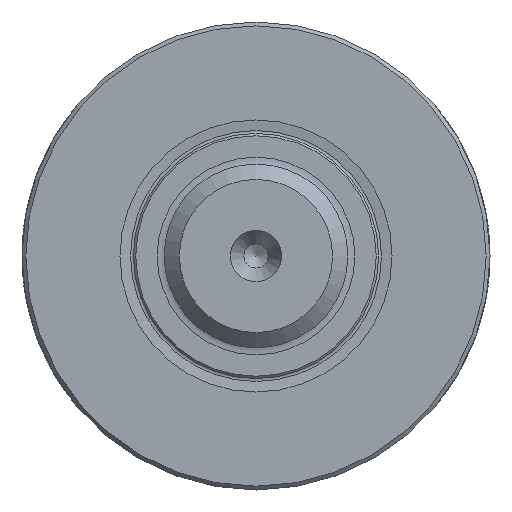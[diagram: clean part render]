
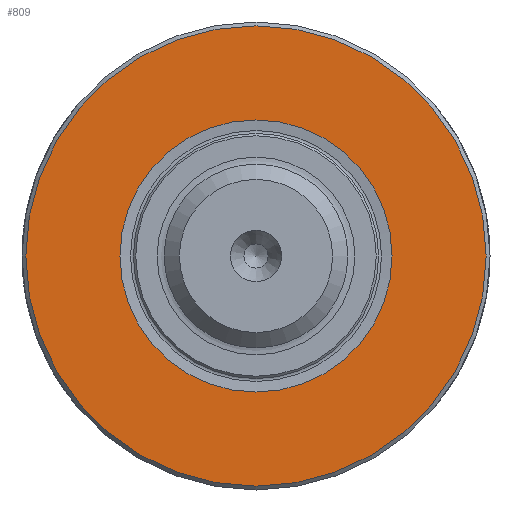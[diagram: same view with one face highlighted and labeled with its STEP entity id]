
A CAD part, left-side view. The second image highlights one B-rep face of the part: STEP entity #809.
In plain terms, the highlighted planar face has unit normal (-1, 0, 0).
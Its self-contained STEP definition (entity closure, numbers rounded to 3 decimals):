
#1 = AXIS2_PLACEMENT_3D ( 'NONE', #862, #403, #700 ) ;
#28 = PLANE ( 'NONE',  #164 ) ;
#120 = DIRECTION ( 'NONE',  ( 1., 0., 0. ) ) ;
#155 = DIRECTION ( 'NONE',  ( -1., 0., 0. ) ) ;
#164 = AXIS2_PLACEMENT_3D ( 'NONE', #416, #155, #691 ) ;
#166 = CARTESIAN_POINT ( 'NONE',  ( -65., 0., -17.765 ) ) ;
#183 = VERTEX_POINT ( 'NONE', #166 ) ;
#192 = ORIENTED_EDGE ( 'NONE', *, *, #674, .T. ) ;
#218 = AXIS2_PLACEMENT_3D ( 'NONE', #344, #120, #712 ) ;
#238 = ORIENTED_EDGE ( 'NONE', *, *, #698, .T. ) ;
#311 = CARTESIAN_POINT ( 'NONE',  ( -65., 0., 30.05 ) ) ;
#344 = CARTESIAN_POINT ( 'NONE',  ( -65., 0., 0. ) ) ;
#403 = DIRECTION ( 'NONE',  ( -1., 0., 0. ) ) ;
#416 = CARTESIAN_POINT ( 'NONE',  ( -65., 30.55, 0. ) ) ;
#429 = CIRCLE ( 'NONE', #1, 30.05 ) ;
#439 = FACE_BOUND ( 'NONE', #596, .T. ) ;
#575 = EDGE_LOOP ( 'NONE', ( #192 ) ) ;
#596 = EDGE_LOOP ( 'NONE', ( #238 ) ) ;
#637 = VERTEX_POINT ( 'NONE', #311 ) ;
#674 = EDGE_CURVE ( 'NONE', #637, #637, #429, .T. ) ;
#691 = DIRECTION ( 'NONE',  ( 0., 0., 1. ) ) ;
#698 = EDGE_CURVE ( 'NONE', #183, #183, #922, .T. ) ;
#700 = DIRECTION ( 'NONE',  ( 0., 0., 1. ) ) ;
#712 = DIRECTION ( 'NONE',  ( 0., 0., -1. ) ) ;
#809 = ADVANCED_FACE ( 'NONE', ( #910, #439 ), #28, .T. ) ;
#862 = CARTESIAN_POINT ( 'NONE',  ( -65., 0., 0. ) ) ;
#910 = FACE_OUTER_BOUND ( 'NONE', #575, .T. ) ;
#922 = CIRCLE ( 'NONE', #218, 17.765 ) ;
